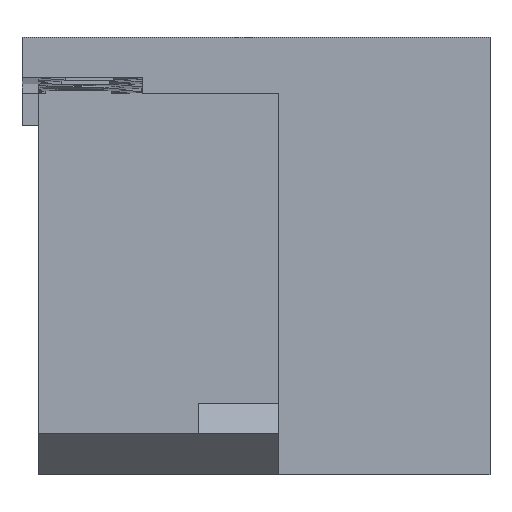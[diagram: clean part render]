
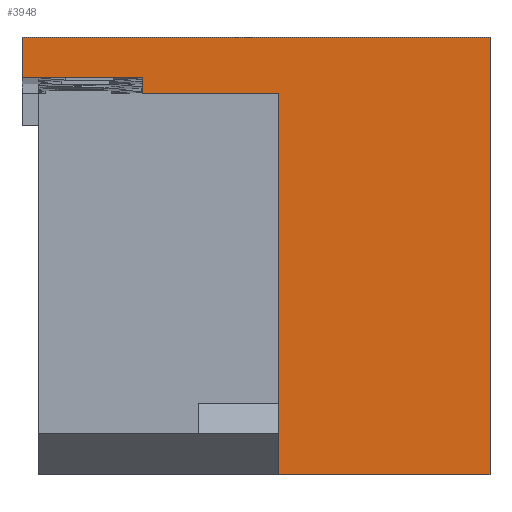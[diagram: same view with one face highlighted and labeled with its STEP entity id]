
A CAD part, left-side view. The second image highlights one B-rep face of the part: STEP entity #3948.
In plain terms, the highlighted planar face has unit normal (-1, 0, 0).
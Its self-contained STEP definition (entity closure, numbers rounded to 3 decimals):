
#202=PLANE('',#4139);
#381=FACE_OUTER_BOUND('',#594,.T.);
#594=EDGE_LOOP('',(#3710,#3711,#3712,#3713,#3714,#3715,#3716,#3717));
#655=LINE('',#6918,#1183);
#813=LINE('',#7235,#1341);
#1138=LINE('',#7868,#1666);
#1142=LINE('',#7876,#1670);
#1147=LINE('',#7884,#1675);
#1151=LINE('',#7893,#1679);
#1152=LINE('',#7895,#1680);
#1153=LINE('',#7896,#1681);
#1183=VECTOR('',#4204,10.);
#1341=VECTOR('',#4370,10.);
#1666=VECTOR('',#4973,10.);
#1670=VECTOR('',#4979,10.);
#1675=VECTOR('',#4988,10.);
#1679=VECTOR('',#4998,10.);
#1680=VECTOR('',#4999,10.);
#1681=VECTOR('',#5000,10.);
#1732=VERTEX_POINT('',#6915);
#1733=VERTEX_POINT('',#6917);
#1887=VERTEX_POINT('',#7232);
#1888=VERTEX_POINT('',#7234);
#2057=VERTEX_POINT('',#7866);
#2060=VERTEX_POINT('',#7875);
#2063=VERTEX_POINT('',#7892);
#2064=VERTEX_POINT('',#7894);
#2124=EDGE_CURVE('',#1732,#1733,#655,.T.);
#2282=EDGE_CURVE('',#1888,#1887,#813,.T.);
#2607=EDGE_CURVE('',#2057,#1732,#1138,.T.);
#2611=EDGE_CURVE('',#2057,#2060,#1142,.T.);
#2616=EDGE_CURVE('',#2060,#1888,#1147,.T.);
#2620=EDGE_CURVE('',#1887,#2063,#1151,.T.);
#2621=EDGE_CURVE('',#2063,#2064,#1152,.T.);
#2622=EDGE_CURVE('',#2064,#1733,#1153,.T.);
#3710=ORIENTED_EDGE('',*,*,#2611,.T.);
#3711=ORIENTED_EDGE('',*,*,#2616,.T.);
#3712=ORIENTED_EDGE('',*,*,#2282,.T.);
#3713=ORIENTED_EDGE('',*,*,#2620,.T.);
#3714=ORIENTED_EDGE('',*,*,#2621,.T.);
#3715=ORIENTED_EDGE('',*,*,#2622,.T.);
#3716=ORIENTED_EDGE('',*,*,#2124,.F.);
#3717=ORIENTED_EDGE('',*,*,#2607,.F.);
#3948=ADVANCED_FACE('',(#381),#202,.T.);
#4139=AXIS2_PLACEMENT_3D('',#7891,#4996,#4997);
#4204=DIRECTION('',(0.,-1.,0.));
#4370=DIRECTION('',(0.,-1.,0.));
#4973=DIRECTION('',(0.,0.,1.));
#4979=DIRECTION('',(0.,-1.,0.));
#4988=DIRECTION('',(0.,0.,-1.));
#4996=DIRECTION('center_axis',(-1.,0.,0.));
#4997=DIRECTION('ref_axis',(0.,1.,0.));
#4998=DIRECTION('',(0.,0.,-1.));
#4999=DIRECTION('',(0.,-1.,0.));
#5000=DIRECTION('',(0.,0.,1.));
#6915=CARTESIAN_POINT('',(-2.,56.3,7.));
#6917=CARTESIAN_POINT('',(-2.,-2.,7.));
#6918=CARTESIAN_POINT('',(-2.,56.3,7.));
#7232=CARTESIAN_POINT('',(-2.,24.3,0.));
#7234=CARTESIAN_POINT('',(-2.,41.3,0.));
#7235=CARTESIAN_POINT('',(-2.,27.65,0.));
#7866=CARTESIAN_POINT('',(-2.,56.3,2.));
#7868=CARTESIAN_POINT('',(-2.,56.3,5.));
#7875=CARTESIAN_POINT('',(-2.,41.3,2.));
#7876=CARTESIAN_POINT('',(-2.,20.65,2.));
#7884=CARTESIAN_POINT('',(-2.,41.3,2.5));
#7891=CARTESIAN_POINT('Origin',(-2.,0.,5.));
#7892=CARTESIAN_POINT('',(-2.,24.3,-47.531));
#7893=CARTESIAN_POINT('',(-2.,24.3,1.5));
#7894=CARTESIAN_POINT('',(-2.,-2.,-47.531));
#7895=CARTESIAN_POINT('',(-2.,54.3,-47.531));
#7896=CARTESIAN_POINT('',(-2.,-2.,5.));
